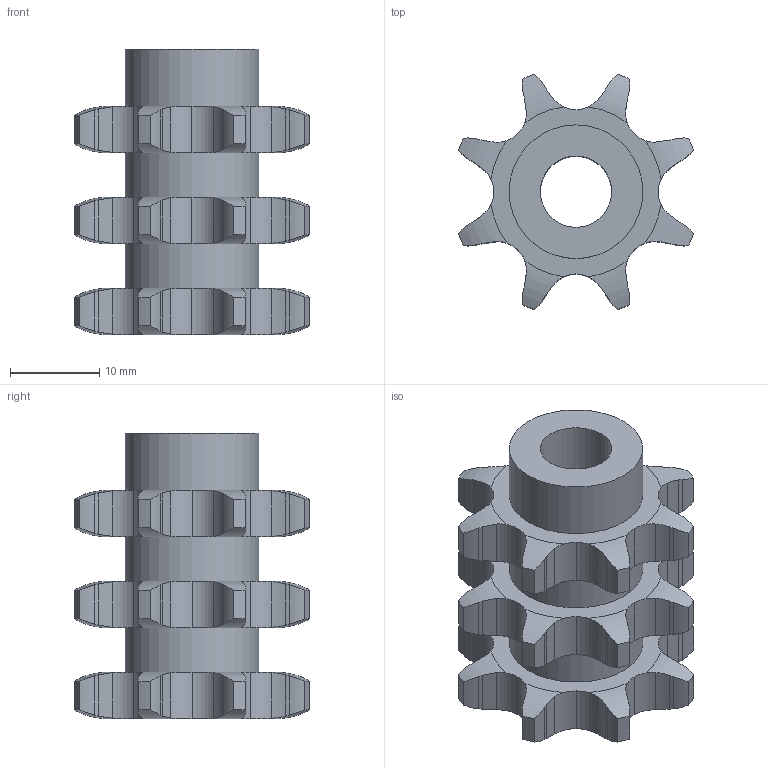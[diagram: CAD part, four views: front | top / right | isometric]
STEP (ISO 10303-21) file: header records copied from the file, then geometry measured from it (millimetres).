
FILE_DESCRIPTION(('FreeCAD Model'),'2;1');
FILE_NAME('Open CASCADE Shape Model','2021-09-19T10:20:36',('FreeCAD'),( 'FreeCAD'),'Open CASCADE STEP processor 7.4','FreeCAD','Unknown');
FILE_SCHEMA(('AUTOMOTIVE_DESIGN { 1 0 10303 214 1 1 1 1 }'));
Length unit declared in the file: millimetre
Products named in the file (1): Open CASCADE STEP translator 7.4 1
Bounding box: 26.39 x 26.39 x 32 mm (x, y, z)
Volume: 7143.7 mm3; surface area: 4660.4 mm2
Topology: 1 solids, 1 shells, 276 faces, 805 edges, 537 vertices
Faces by surface type: cylinder 172, plane 56, revolution 48
Full cylindrical faces by diameter (mm): 8 x1, 15 x3
Entity records: 24477 total; most frequent: CARTESIAN_POINT 10525, DIRECTION 1974, ORIENTED_EDGE 1610, PCURVE 1610, DEFINITIONAL_REPRESENTATION 1610, B_SPLINE_CURVE_WITH_KNOTS 1152, LINE 908, VECTOR 908
